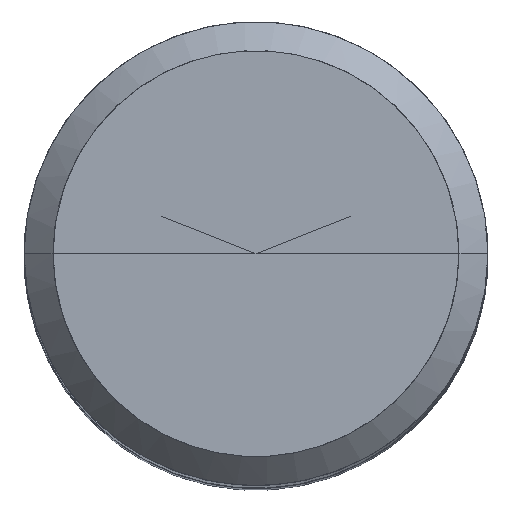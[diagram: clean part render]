
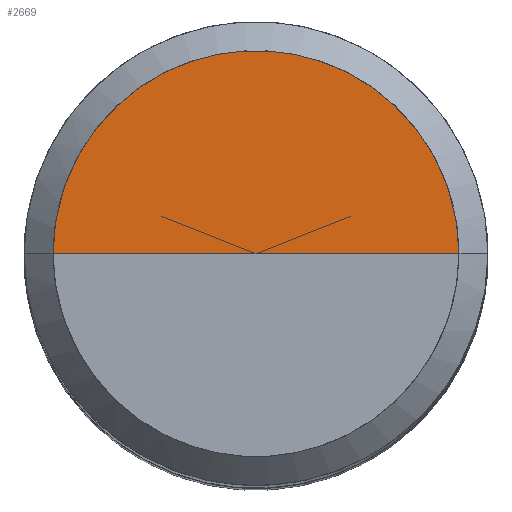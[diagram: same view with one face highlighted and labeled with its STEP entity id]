
A CAD part, top view. The second image highlights one B-rep face of the part: STEP entity #2669.
In plain terms, the highlighted free-form (B-spline) face has degree [1, 2] with [2, 5] control points.
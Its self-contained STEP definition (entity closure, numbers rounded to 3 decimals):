
#2377=CARTESIAN_POINT('',(7.0,0.0,55.0));
#2378=CARTESIAN_POINT('',(7.0,7.0,55.0));
#2379=CARTESIAN_POINT('',(0.0,7.0,55.0));
#2380=CARTESIAN_POINT('',(-7.0,7.0,55.0));
#2381=CARTESIAN_POINT('',(-7.0,0.0,55.0));
#2382=CARTESIAN_POINT('',(0.0,0.0,55.0));
#2654=(
BOUNDED_SURFACE()
B_SPLINE_SURFACE(1,2,(
(#2377,#2378,#2379,#2380,#2381),
(#2382,#2382,#2382,#2382,#2382)
), .UNSPECIFIED.,.F.,.F.,.F.)
B_SPLINE_SURFACE_WITH_KNOTS((2,2),(3,2,3),(
0.0,1.0),(
0.0,0.5,1.0), .UNSPECIFIED.)
GEOMETRIC_REPRESENTATION_ITEM()
RATIONAL_B_SPLINE_SURFACE(((1.0,0.707,1.0,0.707,1.0),
(1.0,0.707,1.0,0.707,1.0)
))
REPRESENTATION_ITEM('')
SURFACE()
);
#2655=(
BOUNDED_CURVE()
B_SPLINE_CURVE(2,(#2381,#2380,#2379,#2378,#2377),.UNSPECIFIED.,.F.,.F.)
B_SPLINE_CURVE_WITH_KNOTS((3,2,3),
(0.0,0.5,1.0),.UNSPECIFIED.)
CURVE()
GEOMETRIC_REPRESENTATION_ITEM()
RATIONAL_B_SPLINE_CURVE((1.0,0.707,1.0,0.707,1.0))
REPRESENTATION_ITEM('')
);
#2656=(
BOUNDED_CURVE()
B_SPLINE_CURVE(1,(#2377,#2382),.UNSPECIFIED.,.F.,.F.)
B_SPLINE_CURVE_WITH_KNOTS((2,2),
(0.0,1.0),.UNSPECIFIED.)
CURVE()
GEOMETRIC_REPRESENTATION_ITEM()
RATIONAL_B_SPLINE_CURVE((1.0,1.0))
REPRESENTATION_ITEM('')
);
#2657=(
BOUNDED_CURVE()
B_SPLINE_CURVE(1,(#2382,#2381),.UNSPECIFIED.,.F.,.F.)
B_SPLINE_CURVE_WITH_KNOTS((2,2),
(0.0,1.0),.UNSPECIFIED.)
CURVE()
GEOMETRIC_REPRESENTATION_ITEM()
RATIONAL_B_SPLINE_CURVE((1.0,1.0))
REPRESENTATION_ITEM('')
);
#2658=VERTEX_POINT('',#2377);
#2659=VERTEX_POINT('',#2381);
#2660=VERTEX_POINT('',#2382);
#2661=EDGE_CURVE('',#2659,#2658,#2655,.T.);
#2662=EDGE_CURVE('',#2658,#2660,#2656,.T.);
#2663=EDGE_CURVE('',#2660,#2659,#2657,.T.);
#2664=ORIENTED_EDGE('',*,*,#2661,.T.);
#2665=ORIENTED_EDGE('',*,*,#2662,.T.);
#2666=ORIENTED_EDGE('',*,*,#2663,.T.);
#2667=EDGE_LOOP('',(#2664,#2665,#2666));
#2668=FACE_OUTER_BOUND('',#2667,.T.);
#2669=ADVANCED_FACE('',(#2668),#2654,.T.);
